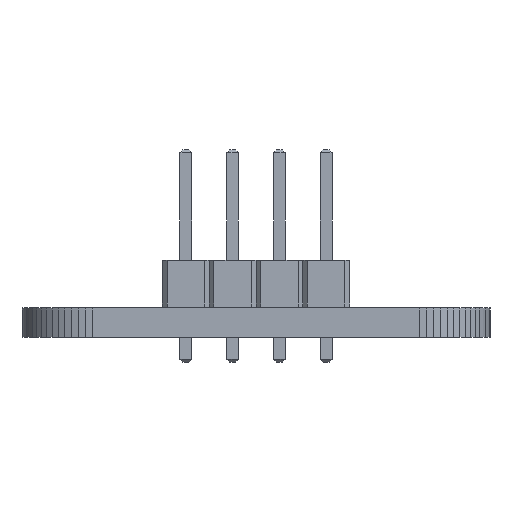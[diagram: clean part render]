
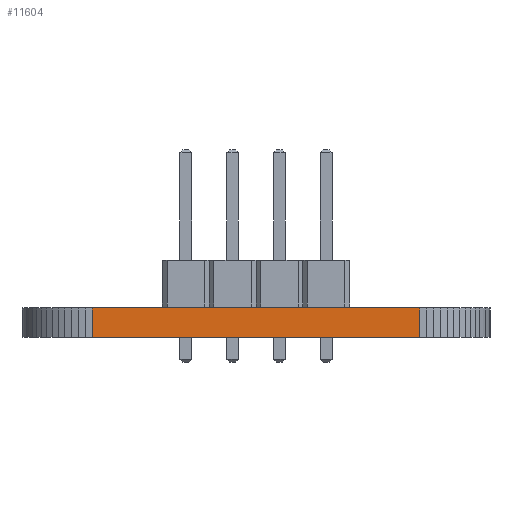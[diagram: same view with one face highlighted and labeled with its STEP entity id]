
A CAD part, left-side view. The second image highlights one B-rep face of the part: STEP entity #11604.
In plain terms, the highlighted planar face has unit normal (-1, 0, 0).
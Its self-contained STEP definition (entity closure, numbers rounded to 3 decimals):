
#6504 = PLANE('',#6505);
#6505 = AXIS2_PLACEMENT_3D('',#6506,#6507,#6508);
#6506 = CARTESIAN_POINT('',(162.56,-87.63,1.6));
#6507 = DIRECTION('',(-0.,-0.,-1.));
#6508 = DIRECTION('',(-1.,0.,0.));
#6558 = PLANE('',#6559);
#6559 = AXIS2_PLACEMENT_3D('',#6560,#6561,#6562);
#6560 = CARTESIAN_POINT('',(162.56,-87.63,0.));
#6561 = DIRECTION('',(-0.,-0.,-1.));
#6562 = DIRECTION('',(-1.,0.,0.));
#7927 = VERTEX_POINT('',#7928);
#7928 = CARTESIAN_POINT('',(158.75,-96.52,0.));
#7942 = PLANE('',#7943);
#7943 = AXIS2_PLACEMENT_3D('',#7944,#7945,#7946);
#7944 = CARTESIAN_POINT('',(158.77,-96.905,0.));
#7945 = DIRECTION('',(-0.999,-0.051,0.));
#7946 = DIRECTION('',(-0.051,0.999,0.));
#7954 = EDGE_CURVE('',#7927,#7955,#7957,.T.);
#7955 = VERTEX_POINT('',#7956);
#7956 = CARTESIAN_POINT('',(158.75,-78.74,0.));
#7957 = SURFACE_CURVE('',#7958,(#7962,#7969),.PCURVE_S1.);
#7958 = LINE('',#7959,#7960);
#7959 = CARTESIAN_POINT('',(158.75,-96.52,0.));
#7960 = VECTOR('',#7961,1.);
#7961 = DIRECTION('',(0.,1.,0.));
#7962 = PCURVE('',#6558,#7963);
#7963 = DEFINITIONAL_REPRESENTATION('',(#7964),#7968);
#7964 = LINE('',#7965,#7966);
#7965 = CARTESIAN_POINT('',(3.81,-8.89));
#7966 = VECTOR('',#7967,1.);
#7967 = DIRECTION('',(0.,1.));
#7968 = ( GEOMETRIC_REPRESENTATION_CONTEXT(2) 
PARAMETRIC_REPRESENTATION_CONTEXT() REPRESENTATION_CONTEXT('2D SPACE',''
  ) );
#7969 = PCURVE('',#7970,#7975);
#7970 = PLANE('',#7971);
#7971 = AXIS2_PLACEMENT_3D('',#7972,#7973,#7974);
#7972 = CARTESIAN_POINT('',(158.75,-96.52,0.));
#7973 = DIRECTION('',(-1.,0.,0.));
#7974 = DIRECTION('',(0.,1.,0.));
#7975 = DEFINITIONAL_REPRESENTATION('',(#7976),#7980);
#7976 = LINE('',#7977,#7978);
#7977 = CARTESIAN_POINT('',(0.,0.));
#7978 = VECTOR('',#7979,1.);
#7979 = DIRECTION('',(1.,0.));
#7980 = ( GEOMETRIC_REPRESENTATION_CONTEXT(2) 
PARAMETRIC_REPRESENTATION_CONTEXT() REPRESENTATION_CONTEXT('2D SPACE',''
  ) );
#7998 = PLANE('',#7999);
#7999 = AXIS2_PLACEMENT_3D('',#8000,#8001,#8002);
#8000 = CARTESIAN_POINT('',(158.75,-78.74,0.));
#8001 = DIRECTION('',(-0.999,0.051,0.));
#8002 = DIRECTION('',(0.051,0.999,0.));
#9909 = VERTEX_POINT('',#9910);
#9910 = CARTESIAN_POINT('',(158.75,-96.52,1.6));
#9931 = EDGE_CURVE('',#9909,#9932,#9934,.T.);
#9932 = VERTEX_POINT('',#9933);
#9933 = CARTESIAN_POINT('',(158.75,-78.74,1.6));
#9934 = SURFACE_CURVE('',#9935,(#9939,#9946),.PCURVE_S1.);
#9935 = LINE('',#9936,#9937);
#9936 = CARTESIAN_POINT('',(158.75,-96.52,1.6));
#9937 = VECTOR('',#9938,1.);
#9938 = DIRECTION('',(0.,1.,0.));
#9939 = PCURVE('',#6504,#9940);
#9940 = DEFINITIONAL_REPRESENTATION('',(#9941),#9945);
#9941 = LINE('',#9942,#9943);
#9942 = CARTESIAN_POINT('',(3.81,-8.89));
#9943 = VECTOR('',#9944,1.);
#9944 = DIRECTION('',(0.,1.));
#9945 = ( GEOMETRIC_REPRESENTATION_CONTEXT(2) 
PARAMETRIC_REPRESENTATION_CONTEXT() REPRESENTATION_CONTEXT('2D SPACE',''
  ) );
#9946 = PCURVE('',#7970,#9947);
#9947 = DEFINITIONAL_REPRESENTATION('',(#9948),#9952);
#9948 = LINE('',#9949,#9950);
#9949 = CARTESIAN_POINT('',(0.,-1.6));
#9950 = VECTOR('',#9951,1.);
#9951 = DIRECTION('',(1.,0.));
#9952 = ( GEOMETRIC_REPRESENTATION_CONTEXT(2) 
PARAMETRIC_REPRESENTATION_CONTEXT() REPRESENTATION_CONTEXT('2D SPACE',''
  ) );
#11554 = EDGE_CURVE('',#7955,#9932,#11555,.T.);
#11555 = SURFACE_CURVE('',#11556,(#11560,#11567),.PCURVE_S1.);
#11556 = LINE('',#11557,#11558);
#11557 = CARTESIAN_POINT('',(158.75,-78.74,0.));
#11558 = VECTOR('',#11559,1.);
#11559 = DIRECTION('',(0.,0.,1.));
#11560 = PCURVE('',#7998,#11561);
#11561 = DEFINITIONAL_REPRESENTATION('',(#11562),#11566);
#11562 = LINE('',#11563,#11564);
#11563 = CARTESIAN_POINT('',(0.,0.));
#11564 = VECTOR('',#11565,1.);
#11565 = DIRECTION('',(0.,-1.));
#11566 = ( GEOMETRIC_REPRESENTATION_CONTEXT(2) 
PARAMETRIC_REPRESENTATION_CONTEXT() REPRESENTATION_CONTEXT('2D SPACE',''
  ) );
#11567 = PCURVE('',#7970,#11568);
#11568 = DEFINITIONAL_REPRESENTATION('',(#11569),#11573);
#11569 = LINE('',#11570,#11571);
#11570 = CARTESIAN_POINT('',(17.78,0.));
#11571 = VECTOR('',#11572,1.);
#11572 = DIRECTION('',(0.,-1.));
#11573 = ( GEOMETRIC_REPRESENTATION_CONTEXT(2) 
PARAMETRIC_REPRESENTATION_CONTEXT() REPRESENTATION_CONTEXT('2D SPACE',''
  ) );
#11604 = ADVANCED_FACE('',(#11605),#7970,.T.);
#11605 = FACE_BOUND('',#11606,.T.);
#11606 = EDGE_LOOP('',(#11607,#11628,#11629,#11630));
#11607 = ORIENTED_EDGE('',*,*,#11608,.T.);
#11608 = EDGE_CURVE('',#7927,#9909,#11609,.T.);
#11609 = SURFACE_CURVE('',#11610,(#11614,#11621),.PCURVE_S1.);
#11610 = LINE('',#11611,#11612);
#11611 = CARTESIAN_POINT('',(158.75,-96.52,0.));
#11612 = VECTOR('',#11613,1.);
#11613 = DIRECTION('',(0.,0.,1.));
#11614 = PCURVE('',#7970,#11615);
#11615 = DEFINITIONAL_REPRESENTATION('',(#11616),#11620);
#11616 = LINE('',#11617,#11618);
#11617 = CARTESIAN_POINT('',(0.,0.));
#11618 = VECTOR('',#11619,1.);
#11619 = DIRECTION('',(0.,-1.));
#11620 = ( GEOMETRIC_REPRESENTATION_CONTEXT(2) 
PARAMETRIC_REPRESENTATION_CONTEXT() REPRESENTATION_CONTEXT('2D SPACE',''
  ) );
#11621 = PCURVE('',#7942,#11622);
#11622 = DEFINITIONAL_REPRESENTATION('',(#11623),#11627);
#11623 = LINE('',#11624,#11625);
#11624 = CARTESIAN_POINT('',(0.386,0.));
#11625 = VECTOR('',#11626,1.);
#11626 = DIRECTION('',(0.,-1.));
#11627 = ( GEOMETRIC_REPRESENTATION_CONTEXT(2) 
PARAMETRIC_REPRESENTATION_CONTEXT() REPRESENTATION_CONTEXT('2D SPACE',''
  ) );
#11628 = ORIENTED_EDGE('',*,*,#9931,.T.);
#11629 = ORIENTED_EDGE('',*,*,#11554,.F.);
#11630 = ORIENTED_EDGE('',*,*,#7954,.F.);
